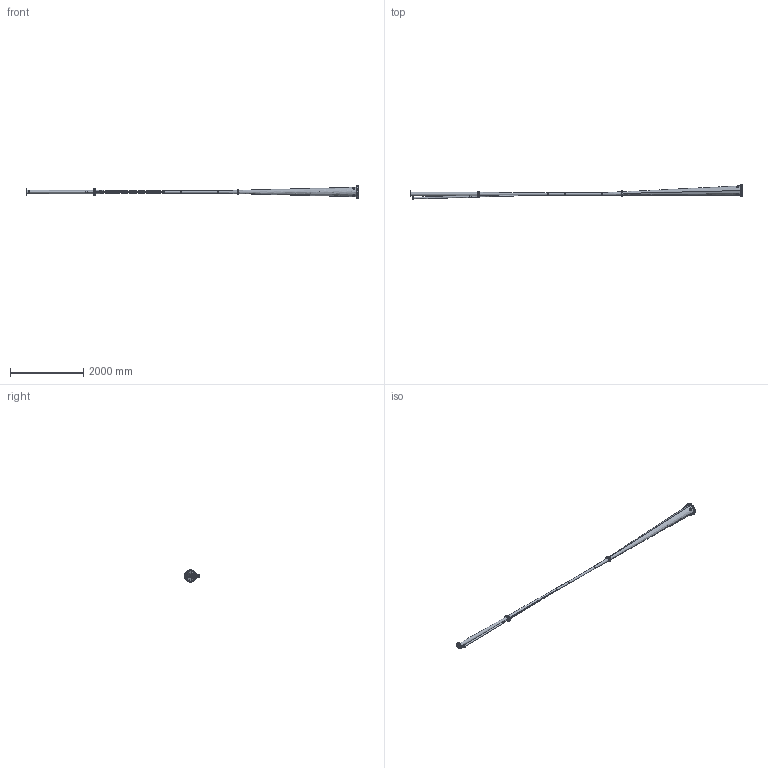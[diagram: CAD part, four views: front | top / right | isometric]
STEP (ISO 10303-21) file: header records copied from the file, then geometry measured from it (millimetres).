
FILE_DESCRIPTION(/* description */ (''),/* implementation_level */ '2;1');
FILE_NAME(/* name */ 'Detector chamber 210222.stp',/* time_stamp */ '2021-02-22T10:37:26-05:00',/* author */ ('chetzel'),/* organization */ (''),/* preprocessor_version */ 'ST-DEVELOPER v18',/* originating_system */ 'Autodesk Inventor 2020',/* authorisation */ '');
FILE_SCHEMA (('AUTOMOTIVE_DESIGN { 1 0 10303 214 3 1 1 }'));
Length unit declared in the file: inch
Products named in the file (26): Detector chamber; Detector chamber - beryllium section; Detector chamber - inner hadron forward; Inner flange - hadron forward; PI-FLG-0061; Detector chamber - hadron forward; Detector chamber - hadron forward_1; Inner flange - rotatable hadron forward; PI-FLG-0062; PI-FLG-0062-1; PI-FLG-0062-2; Outer flange - hadron forward DN275; PI-FLG-0400; Electron beam screen; Electron beam screen - inner chamber; Detector chamber - hadron rear; Inner flange - hadron rear; DN120 CF blank; Detector chamber - electron exit round; Detector chamber - hadron entrance round; DN120 Electron exit round; PI-FLG-0068; PI-FLG-0068-01; PI-FLG-0068-02; DN50 hadron rear flange; Detector chamber - inner hadron rear round
Assembly tree (26 placements, depth 5):
  Detector chamber
    Detector chamber - beryllium section
    Detector chamber - inner hadron forward
    Inner flange - hadron forward
      PI-FLG-0061
    Detector chamber - hadron forward
      Detector chamber - hadron forward_1
      Inner flange - rotatable hadron forward
        PI-FLG-0062
          PI-FLG-0062-1
          PI-FLG-0062-2
      Outer flange - hadron forward DN275
        PI-FLG-0400
      Electron beam screen
    Electron beam screen - inner chamber
    Inner flange - hadron rear
      DN120 CF blank
    Detector chamber - hadron rear
      Inner flange - hadron rear
        DN120 CF blank
      Detector chamber - electron exit round
      Detector chamber - hadron entrance round
      DN120 Electron exit round
        PI-FLG-0068
          PI-FLG-0068-01
          PI-FLG-0068-02
      DN50 hadron rear flange
    Detector chamber - inner hadron rear round
Bounding box: 9067.2 x 417.15 x 335.79 mm (x, y, z)
Volume: 12082428.9 mm3; surface area: 8708873.5 mm2
Topology: 18 solids, 18 shells, 583 faces, 1802 edges, 1265 vertices
Faces by surface type: cylinder 227, cone 207, plane 121, bspline 12, torus 8, sphere 8
Full cylindrical faces by diameter (mm): 8.433 x94, 10.49 x30, 28.448 x3, 31.75 x3, 40 x1, 41.148 x2, 44.45 x1, 44.704 x1, 55.321 x1, 55.575 x1, 60 x3, 60.5 x4, 61.62 x1, 61.722 x1, 62 x6, 63.5 x4, 63.524 x7, 64 x1, 64.5 x1, 64.54 x5, 66 x2, 81.616 x3, 85.616 x3, 85.852 x1, 88 x1, 92.064 x2, 95.2 x1, 99.213 x1, 104.775 x1, 115.316 x2
Entity records: 21051 total; most frequent: CARTESIAN_POINT 4911, DIRECTION 3562, ORIENTED_EDGE 3084, EDGE_CURVE 1542, AXIS2_PLACEMENT_3D 1540, VERTEX_POINT 1090, CIRCLE 992, EDGE_LOOP 778
